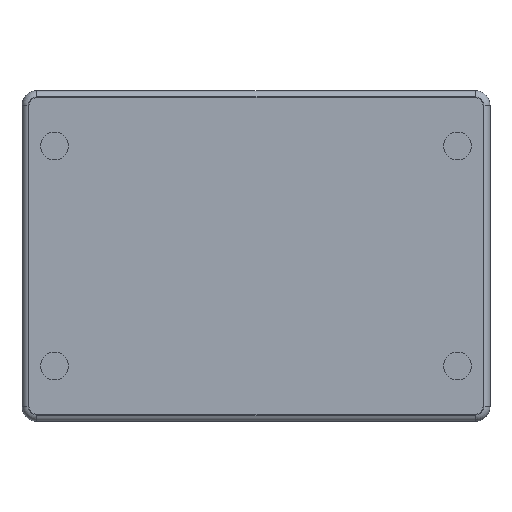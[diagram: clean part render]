
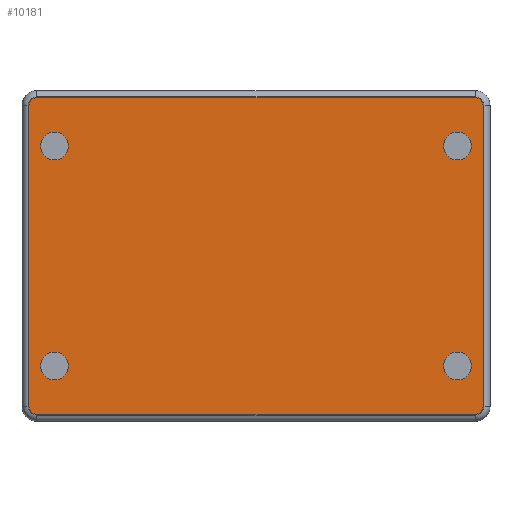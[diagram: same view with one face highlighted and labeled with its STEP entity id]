
A CAD part, front view. The second image highlights one B-rep face of the part: STEP entity #10181.
In plain terms, the highlighted planar face has unit normal (0, -1, 0).
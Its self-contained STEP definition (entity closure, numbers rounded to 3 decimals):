
#122 = AXIS2_PLACEMENT_3D ( 'NONE', #13049, #6222, #14171 ) ;
#276 = ORIENTED_EDGE ( 'NONE', *, *, #3971, .F. ) ;
#286 = CIRCLE ( 'NONE', #7123, 5. ) ;
#1225 = ORIENTED_EDGE ( 'NONE', *, *, #3604, .F. ) ;
#1405 = ORIENTED_EDGE ( 'NONE', *, *, #12952, .F. ) ;
#1420 = EDGE_LOOP ( 'NONE', ( #5572, #10948, #1835, #1405, #276, #1225, #2037, #10260 ) ) ;
#1477 = AXIS2_PLACEMENT_3D ( 'NONE', #4367, #12293, #5497 ) ;
#1527 = DIRECTION ( 'NONE',  ( 0., 0., 1. ) ) ;
#1557 = CARTESIAN_POINT ( 'NONE',  ( -141.5, 0., 102.15 ) ) ;
#1622 = VERTEX_POINT ( 'NONE', #12028 ) ;
#1655 = CARTESIAN_POINT ( 'NONE',  ( 146.5, 0., -97.15 ) ) ;
#1685 = VERTEX_POINT ( 'NONE', #3843 ) ;
#1835 = ORIENTED_EDGE ( 'NONE', *, *, #4320, .F. ) ;
#1859 = LINE ( 'NONE', #3821, #10492 ) ;
#1984 = CIRCLE ( 'NONE', #11260, 5. ) ;
#1986 = CARTESIAN_POINT ( 'NONE',  ( -130., 0., -62. ) ) ;
#2000 = CARTESIAN_POINT ( 'NONE',  ( -141.5, 0., -97.15 ) ) ;
#2037 = ORIENTED_EDGE ( 'NONE', *, *, #6485, .F. ) ;
#2063 = ORIENTED_EDGE ( 'NONE', *, *, #8854, .F. ) ;
#2131 = VERTEX_POINT ( 'NONE', #1986 ) ;
#2143 = CARTESIAN_POINT ( 'NONE',  ( -130., 0., 71. ) ) ;
#2410 = CARTESIAN_POINT ( 'NONE',  ( 146.5, 0., 97.15 ) ) ;
#2413 = AXIS2_PLACEMENT_3D ( 'NONE', #12720, #5938, #13876 ) ;
#2690 = FACE_BOUND ( 'NONE', #5116, .T. ) ;
#2729 = DIRECTION ( 'NONE',  ( -1., 0., 0. ) ) ;
#2914 = ORIENTED_EDGE ( 'NONE', *, *, #4390, .F. ) ;
#3041 = FACE_BOUND ( 'NONE', #10974, .T. ) ;
#3106 = DIRECTION ( 'NONE',  ( 0., 1., 0. ) ) ;
#3113 = DIRECTION ( 'NONE',  ( 0., 0., -1. ) ) ;
#3276 = DIRECTION ( 'NONE',  ( 0., 0., 1. ) ) ;
#3604 = EDGE_CURVE ( 'NONE', #8170, #5922, #9296, .T. ) ;
#3821 = CARTESIAN_POINT ( 'NONE',  ( -141.5, 0., -102.15 ) ) ;
#3843 = CARTESIAN_POINT ( 'NONE',  ( -141.5, 0., -102.15 ) ) ;
#3971 = EDGE_CURVE ( 'NONE', #5922, #12188, #8222, .T. ) ;
#4016 = CARTESIAN_POINT ( 'NONE',  ( 130., 0., -62. ) ) ;
#4019 = CARTESIAN_POINT ( 'NONE',  ( 130., 0., 71. ) ) ;
#4236 = CIRCLE ( 'NONE', #122, 9. ) ;
#4320 = EDGE_CURVE ( 'NONE', #1685, #5686, #286, .T. ) ;
#4367 = CARTESIAN_POINT ( 'NONE',  ( 141.5, 0., -97.15 ) ) ;
#4386 = ORIENTED_EDGE ( 'NONE', *, *, #5303, .F. ) ;
#4390 = EDGE_CURVE ( 'NONE', #10809, #10809, #11236, .T. ) ;
#4410 = AXIS2_PLACEMENT_3D ( 'NONE', #4019, #11951, #5156 ) ;
#4523 = AXIS2_PLACEMENT_3D ( 'NONE', #4706, #12621, #5827 ) ;
#4706 = CARTESIAN_POINT ( 'NONE',  ( 141.5, 0., 97.15 ) ) ;
#5001 = EDGE_LOOP ( 'NONE', ( #2063 ) ) ;
#5116 = EDGE_LOOP ( 'NONE', ( #4386 ) ) ;
#5156 = DIRECTION ( 'NONE',  ( 0., 0., 1. ) ) ;
#5175 = VECTOR ( 'NONE', #1527, 1000. ) ;
#5303 = EDGE_CURVE ( 'NONE', #9389, #9389, #10850, .T. ) ;
#5324 = LINE ( 'NONE', #7306, #14024 ) ;
#5362 = FACE_BOUND ( 'NONE', #7292, .T. ) ;
#5497 = DIRECTION ( 'NONE',  ( 0., 0., 1. ) ) ;
#5564 = DIRECTION ( 'NONE',  ( 0., 0., 1. ) ) ;
#5572 = ORIENTED_EDGE ( 'NONE', *, *, #7242, .F. ) ;
#5686 = VERTEX_POINT ( 'NONE', #6670 ) ;
#5717 = FACE_OUTER_BOUND ( 'NONE', #1420, .T. ) ;
#5827 = DIRECTION ( 'NONE',  ( 0., 0., 1. ) ) ;
#5922 = VERTEX_POINT ( 'NONE', #1655 ) ;
#5938 = DIRECTION ( 'NONE',  ( 0., -1., 0. ) ) ;
#6222 = DIRECTION ( 'NONE',  ( 0., -1., 0. ) ) ;
#6281 = VECTOR ( 'NONE', #13558, 1000. ) ;
#6485 = EDGE_CURVE ( 'NONE', #12794, #8170, #10132, .T. ) ;
#6602 = VERTEX_POINT ( 'NONE', #1557 ) ;
#6670 = CARTESIAN_POINT ( 'NONE',  ( -146.5, 0., -97.15 ) ) ;
#7051 = EDGE_CURVE ( 'NONE', #1622, #1622, #9058, .T. ) ;
#7123 = AXIS2_PLACEMENT_3D ( 'NONE', #2000, #9890, #3113 ) ;
#7242 = EDGE_CURVE ( 'NONE', #13275, #6602, #1984, .T. ) ;
#7292 = EDGE_LOOP ( 'NONE', ( #2914 ) ) ;
#7306 = CARTESIAN_POINT ( 'NONE',  ( -141.5, 0., 102.15 ) ) ;
#7327 = CARTESIAN_POINT ( 'NONE',  ( -130., 0., 80. ) ) ;
#7750 = DIRECTION ( 'NONE',  ( 0., 1., 0. ) ) ;
#7765 = EDGE_CURVE ( 'NONE', #6602, #12794, #5324, .T. ) ;
#8170 = VERTEX_POINT ( 'NONE', #2410 ) ;
#8222 = CIRCLE ( 'NONE', #1477, 5. ) ;
#8239 = AXIS2_PLACEMENT_3D ( 'NONE', #11188, #7750, #5564 ) ;
#8854 = EDGE_CURVE ( 'NONE', #2131, #2131, #4236, .T. ) ;
#9058 = CIRCLE ( 'NONE', #4410, 9. ) ;
#9209 = CARTESIAN_POINT ( 'NONE',  ( 141.5, 0., 102.15 ) ) ;
#9296 = LINE ( 'NONE', #11264, #6281 ) ;
#9389 = VERTEX_POINT ( 'NONE', #4016 ) ;
#9520 = CARTESIAN_POINT ( 'NONE',  ( 141.5, 0., -102.15 ) ) ;
#9883 = CARTESIAN_POINT ( 'NONE',  ( -141.5, 0., 97.15 ) ) ;
#9890 = DIRECTION ( 'NONE',  ( 0., 1., 0. ) ) ;
#10041 = DIRECTION ( 'NONE',  ( 0., -1., 0. ) ) ;
#10044 = PLANE ( 'NONE',  #8239 ) ;
#10132 = CIRCLE ( 'NONE', #4523, 5. ) ;
#10181 = ADVANCED_FACE ( 'NONE', ( #2690, #5362, #5717, #3041, #11375 ), #10044, .F. ) ;
#10260 = ORIENTED_EDGE ( 'NONE', *, *, #7765, .F. ) ;
#10396 = EDGE_CURVE ( 'NONE', #5686, #13275, #14580, .T. ) ;
#10492 = VECTOR ( 'NONE', #2729, 1000. ) ;
#10534 = CARTESIAN_POINT ( 'NONE',  ( -146.5, 0., 97.15 ) ) ;
#10723 = DIRECTION ( 'NONE',  ( 1., 0., 0. ) ) ;
#10809 = VERTEX_POINT ( 'NONE', #7327 ) ;
#10850 = CIRCLE ( 'NONE', #2413, 9. ) ;
#10948 = ORIENTED_EDGE ( 'NONE', *, *, #10396, .F. ) ;
#10974 = EDGE_LOOP ( 'NONE', ( #10993 ) ) ;
#10993 = ORIENTED_EDGE ( 'NONE', *, *, #7051, .F. ) ;
#11036 = DIRECTION ( 'NONE',  ( 0., 0., 1. ) ) ;
#11188 = CARTESIAN_POINT ( 'NONE',  ( -141.5, 0., 97.15 ) ) ;
#11236 = CIRCLE ( 'NONE', #13975, 9. ) ;
#11260 = AXIS2_PLACEMENT_3D ( 'NONE', #9883, #3106, #11036 ) ;
#11264 = CARTESIAN_POINT ( 'NONE',  ( 146.5, 0., 97.15 ) ) ;
#11375 = FACE_BOUND ( 'NONE', #5001, .T. ) ;
#11951 = DIRECTION ( 'NONE',  ( 0., -1., 0. ) ) ;
#12028 = CARTESIAN_POINT ( 'NONE',  ( 130., 0., 80. ) ) ;
#12188 = VERTEX_POINT ( 'NONE', #9520 ) ;
#12293 = DIRECTION ( 'NONE',  ( 0., 1., 0. ) ) ;
#12621 = DIRECTION ( 'NONE',  ( 0., 1., 0. ) ) ;
#12720 = CARTESIAN_POINT ( 'NONE',  ( 130., 0., -71. ) ) ;
#12794 = VERTEX_POINT ( 'NONE', #9209 ) ;
#12952 = EDGE_CURVE ( 'NONE', #12188, #1685, #1859, .T. ) ;
#13049 = CARTESIAN_POINT ( 'NONE',  ( -130., 0., -71. ) ) ;
#13275 = VERTEX_POINT ( 'NONE', #13470 ) ;
#13470 = CARTESIAN_POINT ( 'NONE',  ( -146.5, 0., 97.15 ) ) ;
#13558 = DIRECTION ( 'NONE',  ( 0., 0., -1. ) ) ;
#13876 = DIRECTION ( 'NONE',  ( 0., 0., 1. ) ) ;
#13975 = AXIS2_PLACEMENT_3D ( 'NONE', #2143, #10041, #3276 ) ;
#14024 = VECTOR ( 'NONE', #10723, 1000. ) ;
#14171 = DIRECTION ( 'NONE',  ( 0., 0., 1. ) ) ;
#14580 = LINE ( 'NONE', #10534, #5175 ) ;
